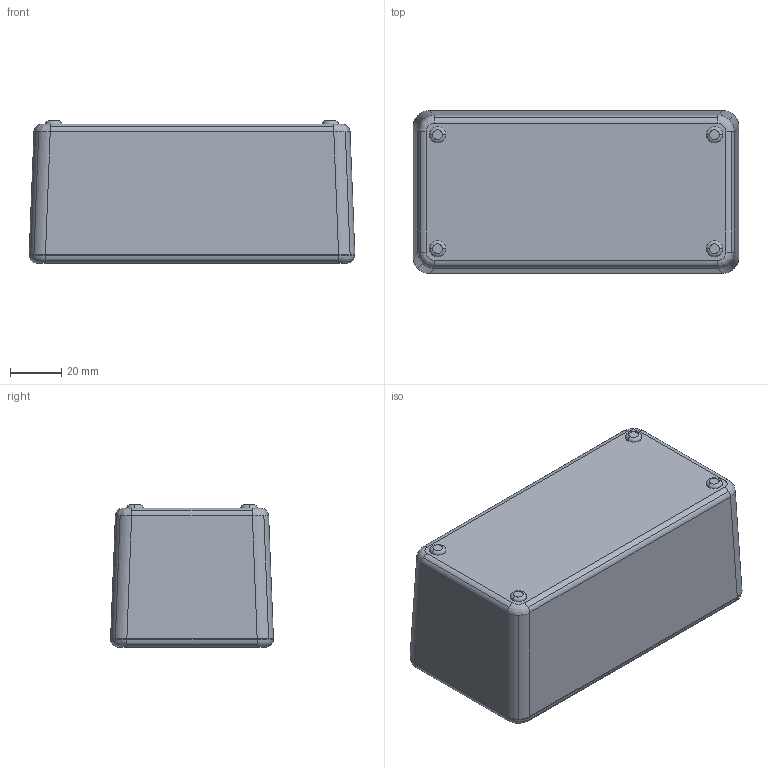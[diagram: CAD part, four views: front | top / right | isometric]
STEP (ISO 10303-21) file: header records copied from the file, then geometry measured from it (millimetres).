
FILE_DESCRIPTION((''),'2;1');
FILE_NAME('Enclosure1803.stp','2008-01-03T17:37:01',('Owner'),(''),'Autodesk Inventor (R) 6.0','Autodesk Inventor (R) 6.0','');
FILE_SCHEMA(('AUTOMOTIVE_DESIGN { 1 0 10303 214 1 1 1 1 }'));
Length unit declared in the file: inch
Products named in the file (3): Enclosure1803; Enclosure1803-Cover
Assembly tree (2 placements, depth 2):
  Enclosure1803
    Enclosure1803
    Enclosure1803-Cover
Bounding box: 127 x 63.5 x 55.5 mm (x, y, z)
Volume: 85663.7 mm3; surface area: 76712.2 mm2
Topology: 2 solids, 2 shells, 311 faces, 808 edges, 528 vertices
Faces by surface type: bspline 108, plane 105, cylinder 88, torus 10
Entity records: 10664 total; most frequent: CARTESIAN_POINT 2994, ORIENTED_EDGE 1616, DIRECTION 1540, EDGE_CURVE 808, VERTEX_POINT 528, AXIS2_PLACEMENT_3D 524, VECTOR 492, LINE 492
